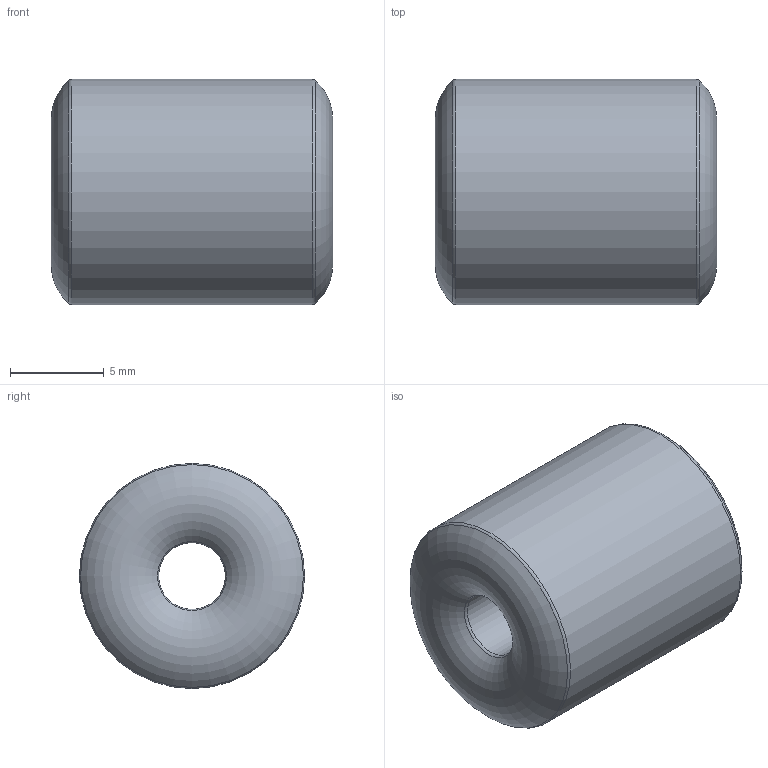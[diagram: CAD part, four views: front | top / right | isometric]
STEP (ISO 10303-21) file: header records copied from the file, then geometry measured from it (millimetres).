
FILE_DESCRIPTION( ( 'Unknown' ), '1' );
FILE_NAME( '782A13033150.stp', 'Unknown', ( 'Unknown' ), ( 'Unknown' ), 'PSStep 13.0', 'Unknown', ' ' );
FILE_SCHEMA( ( 'AUTOMOTIVE_DESIGN { 1 0 10303 214 1 1 1 1 }' ) );
Length unit declared in the file: millimetre
Products named in the file (1): 1
Bounding box: 15 x 12 x 12 mm (x, y, z)
Volume: 1485.1 mm3; surface area: 870.3 mm2
Topology: 1 solids, 1 shells, 8 faces, 18 edges, 10 vertices
Faces by surface type: torus 6, cylinder 2
Full cylindrical faces by diameter (mm): 3.55 x1, 12 x1
Entity records: 248 total; most frequent: DIRECTION 34, CARTESIAN_POINT 25, AXIS2_PLACEMENT_3D 17, FACE_OUTER_BOUND 16, EDGE_LOOP 16, ORIENTED_EDGE 16, STYLED_ITEM 8, PRESENTATION_STYLE_ASSIGNMENT 8
